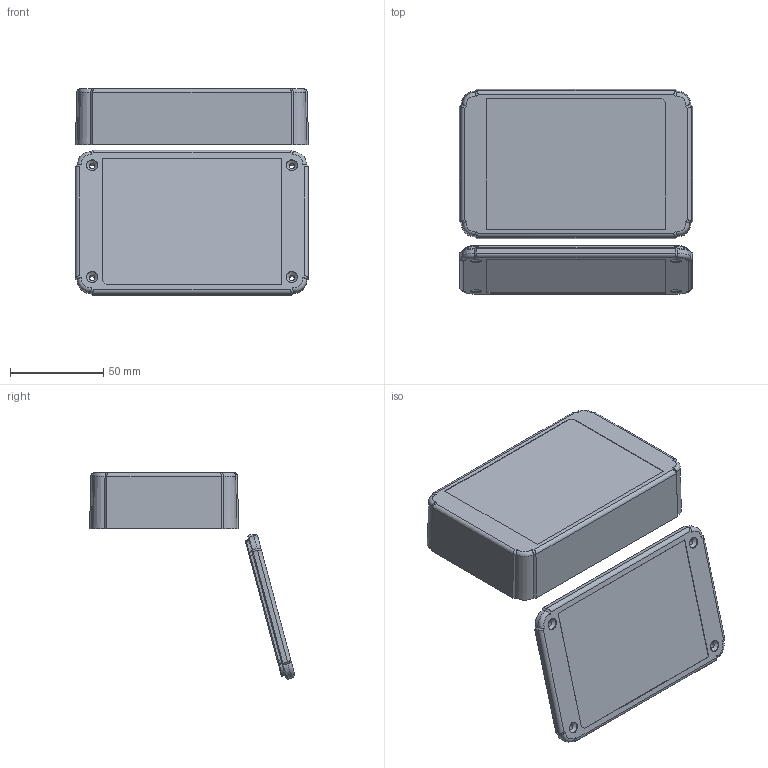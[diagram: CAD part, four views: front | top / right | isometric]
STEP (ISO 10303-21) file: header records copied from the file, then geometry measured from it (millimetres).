
FILE_DESCRIPTION(('FreeCAD Model'),'2;1');
FILE_NAME('Open CASCADE Shape Model','2024-03-21T17:11:28',('Author'),( ''),'Open CASCADE STEP processor 7.6','FreeCAD','Unknown');
FILE_SCHEMA(('AUTOMOTIVE_DESIGN { 1 0 10303 214 1 1 1 1 }'));
Length unit declared in the file: millimetre
Products named in the file (3): RL6215; RL6215 B; RL6215 T
Assembly tree (2 placements, depth 2):
  RL6215
    RL6215 B
    RL6215 T
Bounding box: 125 x 109.85 x 110.85 mm (x, y, z)
Volume: 76860.2 mm3; surface area: 68526.7 mm2
Topology: 2 solids, 2 shells, 324 faces, 820 edges, 534 vertices
Faces by surface type: plane 148, cylinder 84, cone 48, bspline 32, torus 12
Full cylindrical faces by diameter (mm): 2 x12, 3 x8, 5 x12, 6 x8
Entity records: 10504 total; most frequent: CARTESIAN_POINT 2657, ORIENTED_EDGE 1640, DIRECTION 1624, EDGE_CURVE 820, AXIS2_PLACEMENT_3D 621, VERTEX_POINT 534, LINE 382, VECTOR 382
